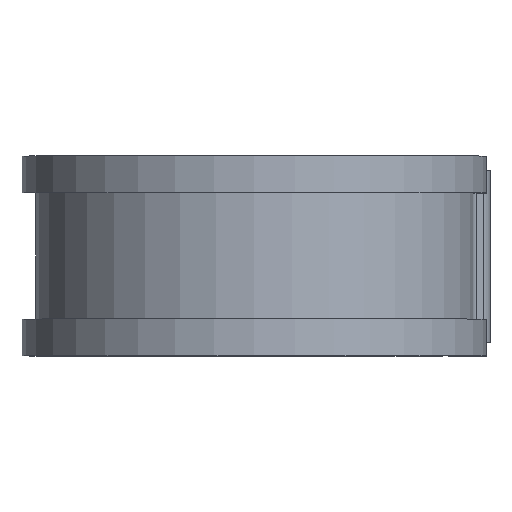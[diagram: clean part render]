
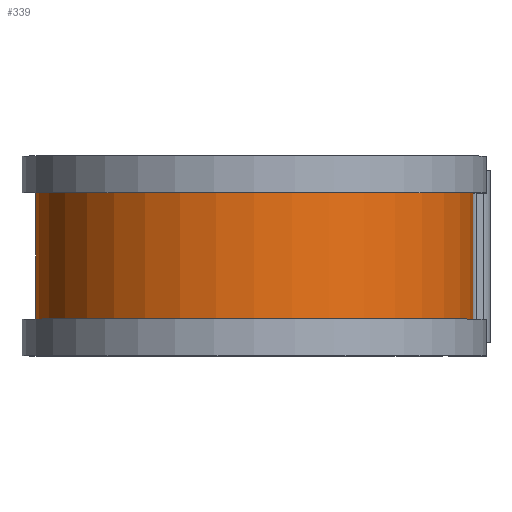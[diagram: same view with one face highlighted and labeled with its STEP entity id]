
A CAD part, top view. The second image highlights one B-rep face of the part: STEP entity #339.
In plain terms, the highlighted cylindrical face has radius 24.168 mm (diameter 48.336 mm), a partial arc.
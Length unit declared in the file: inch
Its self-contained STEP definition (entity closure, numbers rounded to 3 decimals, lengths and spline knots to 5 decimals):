
#5 = DIRECTION ( 'NONE',  ( 0., 0., -1. ) ) ;
#13 = DIRECTION ( 'NONE',  ( 0., -1., 0. ) ) ;
#21 = CARTESIAN_POINT ( 'NONE',  ( 0., 0.275, 0. ) ) ;
#108 = CARTESIAN_POINT ( 'NONE',  ( 0., 0.275, -0.9515 ) ) ;
#263 = CIRCLE ( 'NONE', #269, 0.9515 ) ;
#267 = EDGE_CURVE ( 'NONE', #1101, #465, #1226, .T. ) ;
#269 = AXIS2_PLACEMENT_3D ( 'NONE', #379, #389, #399 ) ;
#324 = ORIENTED_EDGE ( 'NONE', *, *, #960, .T. ) ;
#339 = ADVANCED_FACE ( 'NONE', ( #1256 ), #1595, .T. ) ;
#379 = CARTESIAN_POINT ( 'NONE',  ( 0., -0.275, 0. ) ) ;
#389 = DIRECTION ( 'NONE',  ( 0., -1., 0. ) ) ;
#399 = DIRECTION ( 'NONE',  ( 0., 0., -1. ) ) ;
#463 = LINE ( 'NONE', #610, #723 ) ;
#465 = VERTEX_POINT ( 'NONE', #1225 ) ;
#518 = DIRECTION ( 'NONE',  ( 0., -1., 0. ) ) ;
#526 = EDGE_CURVE ( 'NONE', #465, #1138, #263, .T. ) ;
#610 = CARTESIAN_POINT ( 'NONE',  ( 0., 0.375, -0.9515 ) ) ;
#684 = AXIS2_PLACEMENT_3D ( 'NONE', #21, #13, #5 ) ;
#723 = VECTOR ( 'NONE', #518, 39.37008 ) ;
#730 = CARTESIAN_POINT ( 'NONE',  ( 0.9515, 0.275, 0. ) ) ;
#889 = ORIENTED_EDGE ( 'NONE', *, *, #1018, .T. ) ;
#960 = EDGE_CURVE ( 'NONE', #979, #1138, #463, .T. ) ;
#970 = AXIS2_PLACEMENT_3D ( 'NONE', #1375, #1233, #1388 ) ;
#979 = VERTEX_POINT ( 'NONE', #108 ) ;
#1018 = EDGE_CURVE ( 'NONE', #1101, #979, #1546, .T. ) ;
#1071 = DIRECTION ( 'NONE',  ( 0., -1., 0. ) ) ;
#1101 = VERTEX_POINT ( 'NONE', #730 ) ;
#1138 = VERTEX_POINT ( 'NONE', #1427 ) ;
#1150 = CARTESIAN_POINT ( 'NONE',  ( 0.9515, 0.375, 0. ) ) ;
#1225 = CARTESIAN_POINT ( 'NONE',  ( 0.9515, -0.275, 0. ) ) ;
#1226 = LINE ( 'NONE', #1150, #1409 ) ;
#1233 = DIRECTION ( 'NONE',  ( 0., -1., 0. ) ) ;
#1256 = FACE_OUTER_BOUND ( 'NONE', #1625, .T. ) ;
#1369 = ORIENTED_EDGE ( 'NONE', *, *, #526, .F. ) ;
#1375 = CARTESIAN_POINT ( 'NONE',  ( 0., 0.375, 0. ) ) ;
#1388 = DIRECTION ( 'NONE',  ( 0., 0., -1. ) ) ;
#1409 = VECTOR ( 'NONE', #1071, 39.37008 ) ;
#1427 = CARTESIAN_POINT ( 'NONE',  ( 0., -0.275, -0.9515 ) ) ;
#1543 = ORIENTED_EDGE ( 'NONE', *, *, #267, .F. ) ;
#1546 = CIRCLE ( 'NONE', #684, 0.9515 ) ;
#1595 = CYLINDRICAL_SURFACE ( 'NONE', #970, 0.9515 ) ;
#1625 = EDGE_LOOP ( 'NONE', ( #1543, #889, #324, #1369 ) ) ;
